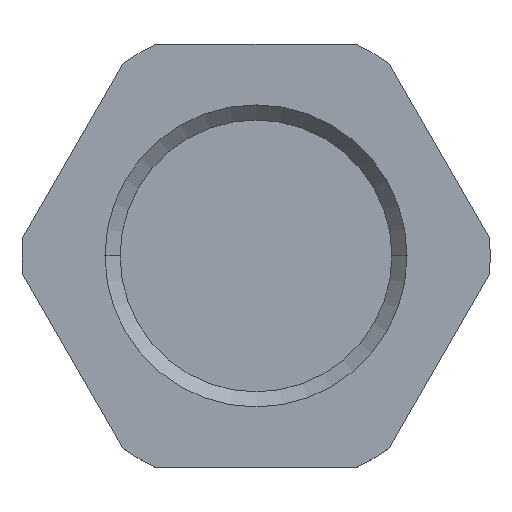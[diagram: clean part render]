
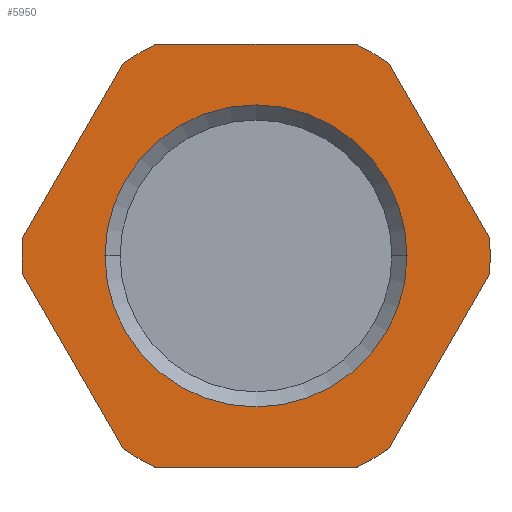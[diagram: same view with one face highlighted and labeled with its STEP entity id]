
A CAD part, top view. The second image highlights one B-rep face of the part: STEP entity #5950.
In plain terms, the highlighted planar face has unit normal (0, 0, 1).
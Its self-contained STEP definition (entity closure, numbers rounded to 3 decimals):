
#4710=CARTESIAN_POINT('',(0.,0.,20.));
#4720=DIRECTION('',(0.,0.,1.));
#4730=DIRECTION('',(1.,0.,0.));
#4740=AXIS2_PLACEMENT_3D('',#4710,#4720,#4730);
#4750=PLANE('',#4740);
#4760=CARTESIAN_POINT('',(52.,44.,20.));
#4770=DIRECTION('',(0.,0.,1.));
#4780=DIRECTION('',(1.,0.,0.));
#4790=AXIS2_PLACEMENT_3D('',#4760,#4770,#4780);
#4800=CIRCLE('',#4790,5.);
#4810=CARTESIAN_POINT('',(47.,44.,20.));
#4820=VERTEX_POINT('',#4810);
#4830=CARTESIAN_POINT('',(57.,44.,20.));
#4840=VERTEX_POINT('',#4830);
#4850=EDGE_CURVE('',#4820,#4840,#4800,.T.);
#4860=ORIENTED_EDGE('',*,*,#4850,.F.);
#4870=EDGE_CURVE('',#4840,#4820,#4800,.T.);
#4880=ORIENTED_EDGE('',*,*,#4870,.F.);
#4890=EDGE_LOOP('',(#4880,#4860));
#4900=FACE_BOUND('',#4890,.T.);
#4910=CARTESIAN_POINT('',(85.486,0.,20.));
#4920=DIRECTION('',(0.5,-0.866,0.));
#4930=VECTOR('',#4920,1.);
#4940=LINE('',#4910,#4930);
#4950=CARTESIAN_POINT('',(56.399,50.38,20.));
#4960=VERTEX_POINT('',#4950);
#4970=CARTESIAN_POINT('',(59.725,44.62,20.));
#4980=VERTEX_POINT('',#4970);
#4990=EDGE_CURVE('',#4960,#4980,#4940,.T.);
#5000=ORIENTED_EDGE('',*,*,#4990,.F.);
#5010=CARTESIAN_POINT('',(52.,44.,20.));
#5020=DIRECTION('',(0.,0.,1.));
#5030=DIRECTION('',(-1.,0.,0.));
#5040=AXIS2_PLACEMENT_3D('',#5010,#5020,#5030);
#5050=CIRCLE('',#5040,7.75);
#5060=CARTESIAN_POINT('',(59.725,43.38,20.));
#5070=VERTEX_POINT('',#5060);
#5080=EDGE_CURVE('',#5070,#4980,#5050,.T.);
#5090=ORIENTED_EDGE('',*,*,#5080,.T.);
#5100=CARTESIAN_POINT('',(34.391,-0.5,20.));
#5110=DIRECTION('',(0.5,0.866,0.));
#5120=VECTOR('',#5110,1.);
#5130=LINE('',#5100,#5120);
#5140=CARTESIAN_POINT('',(56.399,37.62,20.));
#5150=VERTEX_POINT('',#5140);
#5160=EDGE_CURVE('',#5150,#5070,#5130,.T.);
#5170=ORIENTED_EDGE('',*,*,#5160,.T.);
#5180=CARTESIAN_POINT('',(52.,44.,20.));
#5190=DIRECTION('',(0.,0.,1.));
#5200=DIRECTION('',(-1.,0.,0.));
#5210=AXIS2_PLACEMENT_3D('',#5180,#5190,#5200);
#5220=CIRCLE('',#5210,7.75);
#5230=CARTESIAN_POINT('',(55.326,37.,20.));
#5240=VERTEX_POINT('',#5230);
#5250=EDGE_CURVE('',#5240,#5150,#5220,.T.);
#5260=ORIENTED_EDGE('',*,*,#5250,.T.);
#5270=CARTESIAN_POINT('',(0.,37.,20.));
#5280=DIRECTION('',(1.,0.,0.));
#5290=VECTOR('',#5280,1.);
#5300=LINE('',#5270,#5290);
#5310=CARTESIAN_POINT('',(48.674,37.,20.));
#5320=VERTEX_POINT('',#5310);
#5330=EDGE_CURVE('',#5320,#5240,#5300,.T.);
#5340=ORIENTED_EDGE('',*,*,#5330,.T.);
#5350=CARTESIAN_POINT('',(52.,44.,20.));
#5360=DIRECTION('',(0.,0.,1.));
#5370=DIRECTION('',(-1.,0.,0.));
#5380=AXIS2_PLACEMENT_3D('',#5350,#5360,#5370);
#5390=CIRCLE('',#5380,7.75);
#5400=CARTESIAN_POINT('',(47.601,37.62,20.));
#5410=VERTEX_POINT('',#5400);
#5420=EDGE_CURVE('',#5410,#5320,#5390,.T.);
#5430=ORIENTED_EDGE('',*,*,#5420,.T.);
#5440=CARTESIAN_POINT('',(69.321,0.,20.));
#5450=DIRECTION('',(0.5,-0.866,0.));
#5460=VECTOR('',#5450,1.);
#5470=LINE('',#5440,#5460);
#5480=CARTESIAN_POINT('',(44.275,43.38,20.));
#5490=VERTEX_POINT('',#5480);
#5500=EDGE_CURVE('',#5490,#5410,#5470,.T.);
#5510=ORIENTED_EDGE('',*,*,#5500,.T.);
#5520=CARTESIAN_POINT('',(52.,44.,20.));
#5530=DIRECTION('',(0.,0.,1.));
#5540=DIRECTION('',(-1.,0.,0.));
#5550=AXIS2_PLACEMENT_3D('',#5520,#5530,#5540);
#5560=CIRCLE('',#5550,7.75);
#5570=CARTESIAN_POINT('',(44.275,44.62,20.));
#5580=VERTEX_POINT('',#5570);
#5590=EDGE_CURVE('',#5580,#5490,#5560,.T.);
#5600=ORIENTED_EDGE('',*,*,#5590,.T.);
#5610=CARTESIAN_POINT('',(18.514,0.,20.));
#5620=DIRECTION('',(-0.5,-0.866,0.));
#5630=VECTOR('',#5620,1.);
#5640=LINE('',#5610,#5630);
#5650=CARTESIAN_POINT('',(47.601,50.38,20.));
#5660=VERTEX_POINT('',#5650);
#5670=EDGE_CURVE('',#5660,#5580,#5640,.T.);
#5680=ORIENTED_EDGE('',*,*,#5670,.T.);
#5690=CARTESIAN_POINT('',(52.,44.,20.));
#5700=DIRECTION('',(0.,0.,1.));
#5710=DIRECTION('',(-1.,0.,0.));
#5720=AXIS2_PLACEMENT_3D('',#5690,#5700,#5710);
#5730=CIRCLE('',#5720,7.75);
#5740=CARTESIAN_POINT('',(48.674,51.,20.));
#5750=VERTEX_POINT('',#5740);
#5760=EDGE_CURVE('',#5750,#5660,#5730,.T.);
#5770=ORIENTED_EDGE('',*,*,#5760,.T.);
#5780=CARTESIAN_POINT('',(0.,51.,20.));
#5790=DIRECTION('',(-1.,0.,0.));
#5800=VECTOR('',#5790,1.);
#5810=LINE('',#5780,#5800);
#5820=CARTESIAN_POINT('',(55.326,51.,20.));
#5830=VERTEX_POINT('',#5820);
#5840=EDGE_CURVE('',#5830,#5750,#5810,.T.);
#5850=ORIENTED_EDGE('',*,*,#5840,.T.);
#5860=CARTESIAN_POINT('',(52.,44.,20.));
#5870=DIRECTION('',(0.,0.,1.));
#5880=DIRECTION('',(-1.,0.,0.));
#5890=AXIS2_PLACEMENT_3D('',#5860,#5870,#5880);
#5900=CIRCLE('',#5890,7.75);
#5910=EDGE_CURVE('',#4960,#5830,#5900,.T.);
#5920=ORIENTED_EDGE('',*,*,#5910,.T.);
#5930=EDGE_LOOP('',(#5920,#5850,#5770,#5680,#5600,#5510,#5430,#5340,
#5260,#5170,#5090,#5000));
#5940=FACE_OUTER_BOUND('',#5930,.T.);
#5950=ADVANCED_FACE('',(#4900,#5940),#4750,.T.);
